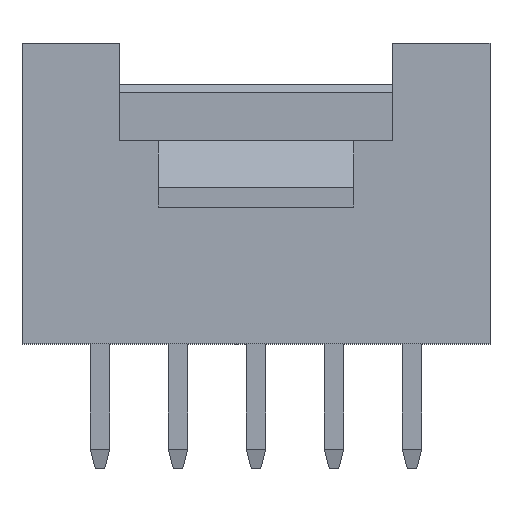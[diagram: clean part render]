
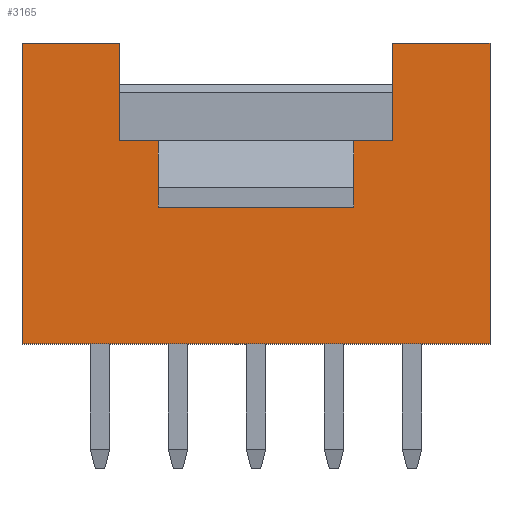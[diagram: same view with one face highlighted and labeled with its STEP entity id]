
A CAD part, top view. The second image highlights one B-rep face of the part: STEP entity #3165.
In plain terms, the highlighted planar face has unit normal (0, 0, 1).
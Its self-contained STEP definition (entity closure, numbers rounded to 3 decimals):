
#176=DIRECTION('',(-1.,0.,0.));
#177=VECTOR('',#176,1.);
#178=CARTESIAN_POINT('',(3.5,5.2,3.65));
#179=LINE('',#178,#177);
#180=DIRECTION('',(0.,-1.,0.));
#181=VECTOR('',#180,2.5);
#182=CARTESIAN_POINT('',(3.5,7.7,3.65));
#183=LINE('',#182,#181);
#184=DIRECTION('',(-1.,0.,0.));
#185=VECTOR('',#184,2.5);
#186=CARTESIAN_POINT('',(6.,7.7,3.65));
#187=LINE('',#186,#185);
#188=DIRECTION('',(0.,1.,0.));
#189=VECTOR('',#188,7.7);
#190=CARTESIAN_POINT('',(6.,0.,3.65));
#191=LINE('',#190,#189);
#192=DIRECTION('',(1.,0.,0.));
#193=VECTOR('',#192,12.);
#194=CARTESIAN_POINT('',(-6.,0.,3.65));
#195=LINE('',#194,#193);
#196=DIRECTION('',(0.,-1.,0.));
#197=VECTOR('',#196,7.7);
#198=CARTESIAN_POINT('',(-6.,7.7,3.65));
#199=LINE('',#198,#197);
#200=DIRECTION('',(-1.,0.,0.));
#201=VECTOR('',#200,2.5);
#202=CARTESIAN_POINT('',(-3.5,7.7,3.65));
#203=LINE('',#202,#201);
#204=DIRECTION('',(0.,1.,0.));
#205=VECTOR('',#204,2.5);
#206=CARTESIAN_POINT('',(-3.5,5.2,3.65));
#207=LINE('',#206,#205);
#208=DIRECTION('',(-1.,0.,0.));
#209=VECTOR('',#208,1.);
#210=CARTESIAN_POINT('',(-2.5,5.2,3.65));
#211=LINE('',#210,#209);
#212=DIRECTION('',(0.,1.,0.));
#213=VECTOR('',#212,1.7);
#214=CARTESIAN_POINT('',(-2.5,3.5,3.65));
#215=LINE('',#214,#213);
#2125=DIRECTION('',(0.,1.,0.));
#2126=VECTOR('',#2125,1.7);
#2127=CARTESIAN_POINT('',(2.5,3.5,3.65));
#2128=LINE('',#2127,#2126);
#2133=DIRECTION('',(1.,0.,0.));
#2134=VECTOR('',#2133,5.);
#2135=CARTESIAN_POINT('',(-2.5,3.5,3.65));
#2136=LINE('',#2135,#2134);
#2489=CARTESIAN_POINT('',(6.,0.,3.65));
#2491=VERTEX_POINT('',#2489);
#2493=CARTESIAN_POINT('',(-6.,0.,3.65));
#2494=VERTEX_POINT('',#2493);
#2507=CARTESIAN_POINT('',(6.,7.7,3.65));
#2508=VERTEX_POINT('',#2507);
#2531=CARTESIAN_POINT('',(-6.,7.7,3.65));
#2532=VERTEX_POINT('',#2531);
#2579=CARTESIAN_POINT('',(-3.5,7.7,3.65));
#2580=VERTEX_POINT('',#2579);
#2589=CARTESIAN_POINT('',(3.5,7.7,3.65));
#2590=VERTEX_POINT('',#2589);
#2630=CARTESIAN_POINT('',(3.5,5.2,3.65));
#2632=VERTEX_POINT('',#2630);
#2637=CARTESIAN_POINT('',(-3.5,5.2,3.65));
#2638=VERTEX_POINT('',#2637);
#2639=CARTESIAN_POINT('',(-2.5,5.2,3.65));
#2640=VERTEX_POINT('',#2639);
#2641=CARTESIAN_POINT('',(2.5,5.2,3.65));
#2642=VERTEX_POINT('',#2641);
#2649=CARTESIAN_POINT('',(-2.5,3.5,3.65));
#2650=VERTEX_POINT('',#2649);
#2651=CARTESIAN_POINT('',(2.5,3.5,3.65));
#2652=VERTEX_POINT('',#2651);
#3137=CARTESIAN_POINT('',(0.,3.85,3.65));
#3138=DIRECTION('',(0.,0.,1.));
#3139=DIRECTION('',(1.,0.,0.));
#3140=AXIS2_PLACEMENT_3D('',#3137,#3138,#3139);
#3141=PLANE('',#3140);
#3143=ORIENTED_EDGE('',*,*,#3142,.F.);
#3145=ORIENTED_EDGE('',*,*,#3144,.T.);
#3147=ORIENTED_EDGE('',*,*,#3146,.T.);
#3149=ORIENTED_EDGE('',*,*,#3148,.F.);
#3151=ORIENTED_EDGE('',*,*,#3150,.F.);
#3152=ORIENTED_EDGE('',*,*,#3126,.F.);
#3153=ORIENTED_EDGE('',*,*,#2869,.F.);
#3155=ORIENTED_EDGE('',*,*,#3154,.F.);
#3156=ORIENTED_EDGE('',*,*,#2918,.F.);
#3158=ORIENTED_EDGE('',*,*,#3157,.F.);
#3160=ORIENTED_EDGE('',*,*,#3159,.F.);
#3162=ORIENTED_EDGE('',*,*,#3161,.F.);
#3163=EDGE_LOOP('',(#3143,#3145,#3147,#3149,#3151,#3152,#3153,#3155,#3156,#3158,
#3160,#3162));
#3164=FACE_OUTER_BOUND('',#3163,.F.);
#2869=EDGE_CURVE('',#2491,#2508,#191,.T.);
#2918=EDGE_CURVE('',#2532,#2494,#199,.T.);
#3126=EDGE_CURVE('',#2508,#2590,#187,.T.);
#3142=EDGE_CURVE('',#2650,#2640,#215,.T.);
#3144=EDGE_CURVE('',#2650,#2652,#2136,.T.);
#3146=EDGE_CURVE('',#2652,#2642,#2128,.T.);
#3148=EDGE_CURVE('',#2632,#2642,#179,.T.);
#3150=EDGE_CURVE('',#2590,#2632,#183,.T.);
#3154=EDGE_CURVE('',#2494,#2491,#195,.T.);
#3157=EDGE_CURVE('',#2580,#2532,#203,.T.);
#3159=EDGE_CURVE('',#2638,#2580,#207,.T.);
#3161=EDGE_CURVE('',#2640,#2638,#211,.T.);
#3165=ADVANCED_FACE('',(#3164),#3141,.T.);
